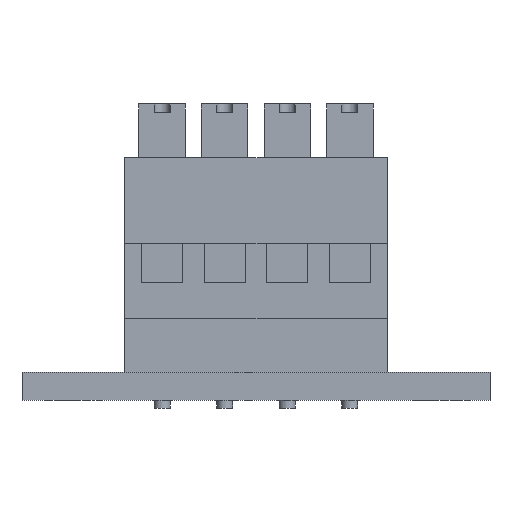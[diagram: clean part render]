
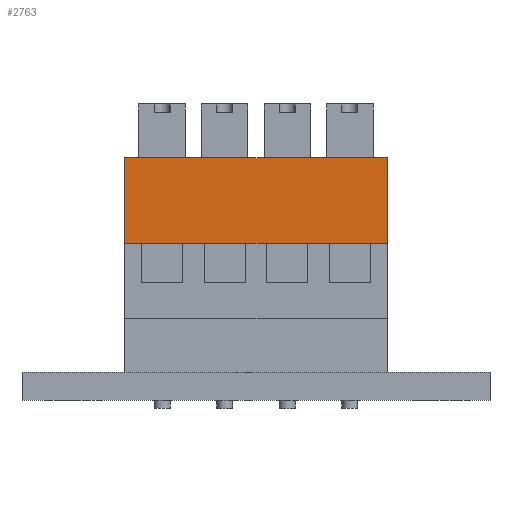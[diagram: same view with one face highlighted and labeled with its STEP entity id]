
A CAD part, front view. The second image highlights one B-rep face of the part: STEP entity #2763.
In plain terms, the highlighted planar face has unit normal (0, -1, 0).
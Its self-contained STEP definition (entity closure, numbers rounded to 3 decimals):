
#187=PLANE('',#3039);
#319=FACE_OUTER_BOUND('',#547,.T.);
#547=EDGE_LOOP('',(#2261,#2262,#2263,#2264));
#744=LINE('',#4374,#976);
#751=LINE('',#4408,#983);
#754=LINE('',#4414,#986);
#755=LINE('',#4415,#987);
#976=VECTOR('',#3614,10.);
#983=VECTOR('',#3655,10.);
#986=VECTOR('',#3660,10.);
#987=VECTOR('',#3661,10.);
#1359=VERTEX_POINT('',#4371);
#1360=VERTEX_POINT('',#4373);
#1370=VERTEX_POINT('',#4407);
#1372=VERTEX_POINT('',#4413);
#1671=EDGE_CURVE('',#1360,#1359,#744,.T.);
#1686=EDGE_CURVE('',#1360,#1370,#751,.T.);
#1689=EDGE_CURVE('',#1372,#1359,#754,.T.);
#1690=EDGE_CURVE('',#1370,#1372,#755,.T.);
#2261=ORIENTED_EDGE('',*,*,#1689,.F.);
#2262=ORIENTED_EDGE('',*,*,#1690,.F.);
#2263=ORIENTED_EDGE('',*,*,#1686,.F.);
#2264=ORIENTED_EDGE('',*,*,#1671,.T.);
#2763=ADVANCED_FACE('',(#319),#187,.T.);
#3039=AXIS2_PLACEMENT_3D('',#4412,#3658,#3659);
#3614=DIRECTION('',(0.,0.,1.));
#3655=DIRECTION('',(-1.,0.,0.));
#3658=DIRECTION('center_axis',(0.,-1.,0.));
#3659=DIRECTION('ref_axis',(1.,0.,0.));
#3660=DIRECTION('',(1.,0.,0.));
#3661=DIRECTION('',(0.,0.,1.));
#4371=CARTESIAN_POINT('',(7.35,-4.2,12.));
#4373=CARTESIAN_POINT('',(7.35,-4.2,7.2));
#4374=CARTESIAN_POINT('',(7.35,-4.2,0.));
#4407=CARTESIAN_POINT('',(-7.35,-4.2,7.2));
#4408=CARTESIAN_POINT('',(7.35,-4.2,7.2));
#4412=CARTESIAN_POINT('Origin',(-7.35,-4.2,0.));
#4413=CARTESIAN_POINT('',(-7.35,-4.2,12.));
#4414=CARTESIAN_POINT('',(-7.35,-4.2,12.));
#4415=CARTESIAN_POINT('',(-7.35,-4.2,0.));
